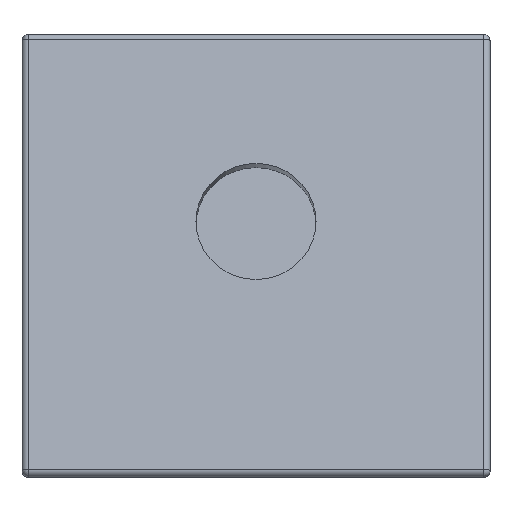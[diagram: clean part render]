
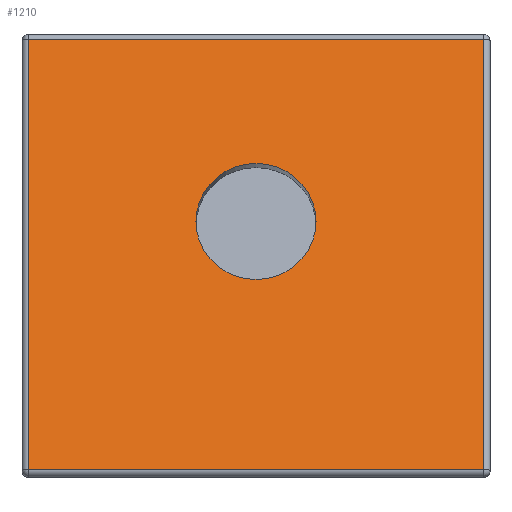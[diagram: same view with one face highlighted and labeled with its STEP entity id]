
A CAD part, top view. The second image highlights one B-rep face of the part: STEP entity #1210.
In plain terms, the highlighted planar face has unit normal (0, 0.259, 0.966).
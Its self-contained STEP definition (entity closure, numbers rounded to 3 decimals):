
#26=FACE_BOUND('',#458,.T.);
#38=PLANE('',#1351);
#85=LINE('',#1892,#202);
#88=LINE('',#1896,#205);
#91=LINE('',#1901,#208);
#96=LINE('',#1908,#213);
#202=VECTOR('',#1539,10.);
#205=VECTOR('',#1544,10.);
#208=VECTOR('',#1551,10.);
#213=VECTOR('',#1560,10.);
#367=FACE_OUTER_BOUND('',#457,.T.);
#457=EDGE_LOOP('',(#959,#960,#961,#962));
#458=EDGE_LOOP('',(#963));
#548=CIRCLE('',#1352,19.);
#581=VERTEX_POINT('',#1851);
#586=VERTEX_POINT('',#1861);
#590=VERTEX_POINT('',#1875);
#594=VERTEX_POINT('',#1883);
#602=VERTEX_POINT('',#1937);
#710=EDGE_CURVE('',#590,#594,#85,.T.);
#713=EDGE_CURVE('',#594,#586,#88,.T.);
#716=EDGE_CURVE('',#581,#590,#91,.T.);
#721=EDGE_CURVE('',#586,#581,#96,.T.);
#736=EDGE_CURVE('',#602,#602,#548,.T.);
#959=ORIENTED_EDGE('',*,*,#710,.F.);
#960=ORIENTED_EDGE('',*,*,#716,.F.);
#961=ORIENTED_EDGE('',*,*,#721,.F.);
#962=ORIENTED_EDGE('',*,*,#713,.F.);
#963=ORIENTED_EDGE('',*,*,#736,.T.);
#1210=ADVANCED_FACE('',(#367,#26),#38,.T.);
#1351=AXIS2_PLACEMENT_3D('',#1936,#1591,#1592);
#1352=AXIS2_PLACEMENT_3D('',#1938,#1593,#1594);
#1539=DIRECTION('',(0.,-0.966,0.259));
#1544=DIRECTION('',(-1.,0.,0.));
#1551=DIRECTION('',(1.,0.,0.));
#1560=DIRECTION('',(0.,0.966,-0.259));
#1591=DIRECTION('center_axis',(0.,0.259,0.966));
#1592=DIRECTION('ref_axis',(0.,0.966,-0.259));
#1593=DIRECTION('center_axis',(0.,-0.259,-0.966));
#1594=DIRECTION('ref_axis',(-1.,0.,0.));
#1851=CARTESIAN_POINT('',(-146.,-1.482,30.397));
#1861=CARTESIAN_POINT('',(-146.,-137.542,66.854));
#1875=CARTESIAN_POINT('',(-2.,-1.482,30.397));
#1883=CARTESIAN_POINT('',(-2.,-137.542,66.854));
#1892=CARTESIAN_POINT('',(-2.,-105.356,58.23));
#1896=CARTESIAN_POINT('',(0.,-137.542,66.854));
#1901=CARTESIAN_POINT('',(0.,-1.482,30.397));
#1908=CARTESIAN_POINT('',(-146.,-105.356,58.23));
#1936=CARTESIAN_POINT('Origin',(0.,-140.059,67.529));
#1937=CARTESIAN_POINT('',(-55.,-59.163,45.853));
#1938=CARTESIAN_POINT('Origin',(-74.,-59.163,45.853));
